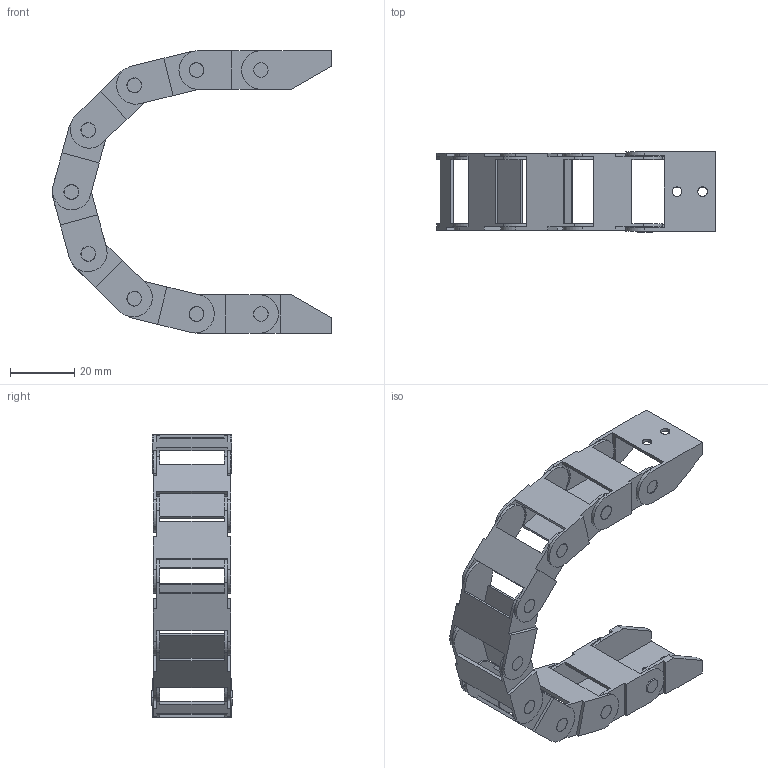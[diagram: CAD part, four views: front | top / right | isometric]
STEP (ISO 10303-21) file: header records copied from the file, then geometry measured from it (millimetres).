
FILE_DESCRIPTION(('STEP AP214'),'1');
FILE_NAME('cctmp_A096C39D-AAE8-478F-B064-A9FC3FCCBBC2_2023_08_23_04_54_41_0665_191632..stp','2023-08-23T02:54:41',('igus GmbH'),('CADClick - www.CADClick.com'),'Spatial InterOp 3D',' ','unknown authorization');
FILE_SCHEMA(('AUTOMOTIVE_DESIGN'));
Length unit declared in the file: millimetre
Products named in the file (11): 2023_08_23_04_54_41_0478; 2023_08_23_04_54_41_0665; 2023_08_23_04_54_41_0650; 2023_08_23_04_54_41_0634; 2023_08_23_04_54_41_0619; 2023_08_23_04_54_41_0603; 2023_08_23_04_54_41_0587; 2023_08_23_04_54_41_0572; 2023_08_23_04_54_41_0556; 2023_08_23_04_54_41_0540; 2023_08_23_04_54_41_0525
Assembly tree (10 placements, depth 2):
  2023_08_23_04_54_41_0478
    2023_08_23_04_54_41_0665
    2023_08_23_04_54_41_0650
    2023_08_23_04_54_41_0634
    2023_08_23_04_54_41_0619
    2023_08_23_04_54_41_0603
    2023_08_23_04_54_41_0587
    2023_08_23_04_54_41_0572
    2023_08_23_04_54_41_0556
    2023_08_23_04_54_41_0540
    2023_08_23_04_54_41_0525
Bounding box: 86.87 x 25 x 88 mm (x, y, z)
Volume: 13000 mm3; surface area: 24669.9 mm2
Topology: 10 solids, 10 shells, 372 faces, 1051 edges, 701 vertices
Faces by surface type: plane 192, cylinder 180
Entity records: 15552 total; most frequent: DIRECTION 2178, CARTESIAN_POINT 2135, ORIENTED_EDGE 2102, EDGE_CURVE 1051, AXIS2_PLACEMENT_3D 744, VERTEX_POINT 701, LINE 690, VECTOR 690
